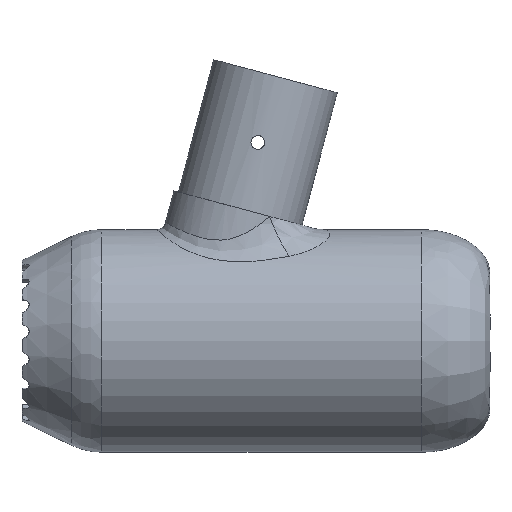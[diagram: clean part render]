
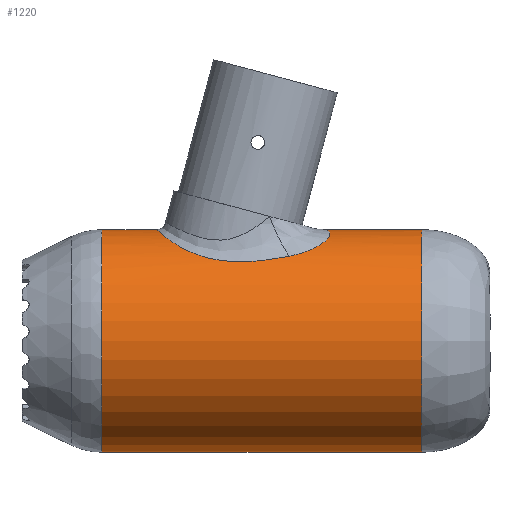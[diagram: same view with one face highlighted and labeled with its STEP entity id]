
A CAD part, top view. The second image highlights one B-rep face of the part: STEP entity #1220.
In plain terms, the highlighted cylindrical face has radius 48.75 mm (diameter 97.5 mm), a partial arc.
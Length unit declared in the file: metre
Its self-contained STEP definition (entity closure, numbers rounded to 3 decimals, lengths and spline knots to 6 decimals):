
#100=B_SPLINE_CURVE_WITH_KNOTS('',3,(#2824,#2825,#2826,#2827,#2828,#2829,
#2830,#2831,#2832,#2833,#2834,#2835,#2836,#2837,#2838,#2839,#2840,#2841,
#2842,#2843,#2844,#2845,#2846,#2847,#2848,#2849,#2850,#2851,#2852,#2853,
#2854,#2855,#2856,#2857,#2858,#2859,#2860,#2861),.UNSPECIFIED.,.F.,.F.,
(4,1,1,1,1,1,1,1,1,1,1,1,1,1,1,1,1,1,1,1,1,1,1,1,1,1,1,1,1,1,1,1,1,1,1,
4),(0.499968,0.515594,0.523407,0.527313,
0.53122,0.535126,0.539033,0.546846,
0.554659,0.562472,0.570285,0.578098,
0.585911,0.593724,0.601537,0.60935,
0.617163,0.624976,0.632789,0.640602,
0.656228,0.671854,0.68748,0.703106,
0.718732,0.749984,0.781236,0.812488,
0.84374,0.859366,0.874992,0.890618,
0.906244,0.937496,0.968748,1.),.UNSPECIFIED.);
#104=B_SPLINE_CURVE_WITH_KNOTS('',3,(#3046,#3047,#3048,#3049,#3050,#3051,
#3052,#3053,#3054,#3055,#3056,#3057,#3058,#3059,#3060,#3061,#3062,#3063,
#3064,#3065,#3066,#3067,#3068,#3069,#3070,#3071,#3072,#3073,#3074,#3075,
#3076,#3077,#3078,#3079,#3080,#3081,#3082,#3083,#3084,#3085,#3086,#3087),
 .UNSPECIFIED.,.F.,.F.,(4,1,1,1,1,1,1,1,1,1,1,1,1,1,1,1,1,1,1,1,1,1,1,1,
1,1,1,1,1,1,1,1,1,1,1,1,1,1,1,4),(0.,0.03125,0.046875,
0.054687,0.0625,0.070312,0.078125,
0.09375,0.109374,0.117187,0.124999,
0.132812,0.140624,0.156249,0.171874,
0.187499,0.218749,0.234374,0.242186,
0.249999,0.257811,0.265624,0.281249,
0.296874,0.304686,0.312498,0.320311,
0.328123,0.343748,0.359373,0.367186,
0.374998,0.382811,0.390623,0.406248,
0.421873,0.437498,0.453123,0.468748,
0.499998),.UNSPECIFIED.);
#115=LINE('',#1850,#154);
#141=LINE('',#3096,#180);
#142=LINE('',#3097,#181);
#154=VECTOR('',#1442,1.);
#180=VECTOR('',#1724,1.);
#181=VECTOR('',#1725,1.);
#484=ORIENTED_EDGE('',*,*,#721,.F.);
#485=ORIENTED_EDGE('',*,*,#710,.F.);
#486=ORIENTED_EDGE('',*,*,#722,.F.);
#487=ORIENTED_EDGE('',*,*,#712,.T.);
#488=ORIENTED_EDGE('',*,*,#717,.T.);
#489=ORIENTED_EDGE('',*,*,#570,.F.);
#490=ORIENTED_EDGE('',*,*,#686,.T.);
#570=EDGE_CURVE('',#751,#752,#115,.T.);
#686=EDGE_CURVE('',#751,#826,#919,.F.);
#710=EDGE_CURVE('',#838,#839,#929,.T.);
#712=EDGE_CURVE('',#840,#841,#100,.T.);
#717=EDGE_CURVE('',#841,#752,#104,.T.);
#721=EDGE_CURVE('',#839,#826,#141,.F.);
#722=EDGE_CURVE('',#840,#838,#142,.T.);
#751=VERTEX_POINT('',#1849);
#752=VERTEX_POINT('',#1851);
#826=VERTEX_POINT('',#2494);
#838=VERTEX_POINT('',#2709);
#839=VERTEX_POINT('',#2711);
#840=VERTEX_POINT('',#2862);
#841=VERTEX_POINT('',#2863);
#919=CIRCLE('',#1360,0.04875);
#929=CIRCLE('',#1378,0.04875);
#1007=EDGE_LOOP('',(#484,#485,#486,#487,#488,#489,#490));
#1096=FACE_BOUND('',#1007,.T.);
#1151=CYLINDRICAL_SURFACE('',#1385,0.04875);
#1220=ADVANCED_FACE('',(#1096),#1151,.T.);
#1360=AXIS2_PLACEMENT_3D('',#2495,#1666,#1667);
#1378=AXIS2_PLACEMENT_3D('',#2710,#1706,#1707);
#1385=AXIS2_PLACEMENT_3D('',#3095,#1722,#1723);
#1442=DIRECTION('',(1.,0.,0.));
#1666=DIRECTION('',(-1.,0.,0.));
#1667=DIRECTION('',(0.,0.,1.));
#1706=DIRECTION('',(1.,0.,0.));
#1707=DIRECTION('',(0.,0.,-1.));
#1722=DIRECTION('',(1.,0.,0.));
#1723=DIRECTION('',(0.,0.,-1.));
#1724=DIRECTION('',(1.,0.,0.));
#1725=DIRECTION('',(1.,0.,0.));
#1849=CARTESIAN_POINT('',(0.034855,0.04875,0.));
#1850=CARTESIAN_POINT('',(0.075,0.04875,0.));
#1851=CARTESIAN_POINT('',(0.058935,0.04875,0.));
#2494=CARTESIAN_POINT('',(0.034855,-0.04875,0.));
#2495=CARTESIAN_POINT('',(0.034855,0.,0.));
#2709=CARTESIAN_POINT('',(0.175,0.04875,0.));
#2710=CARTESIAN_POINT('',(0.175,0.,0.));
#2711=CARTESIAN_POINT('',(0.175,-0.04875,0.));
#2824=CARTESIAN_POINT('',(0.132872,0.04875,0.));
#2825=CARTESIAN_POINT('',(0.132872,0.04875,0.000374));
#2826=CARTESIAN_POINT('',(0.132896,0.048744,0.000953));
#2827=CARTESIAN_POINT('',(0.132969,0.048722,0.00168));
#2828=CARTESIAN_POINT('',(0.133021,0.048705,0.002097));
#2829=CARTESIAN_POINT('',(0.133071,0.048689,0.002445));
#2830=CARTESIAN_POINT('',(0.133108,0.048676,0.002684));
#2831=CARTESIAN_POINT('',(0.133172,0.048654,0.003061));
#2832=CARTESIAN_POINT('',(0.133264,0.048622,0.003554));
#2833=CARTESIAN_POINT('',(0.133394,0.048571,0.004191));
#2834=CARTESIAN_POINT('',(0.133557,0.048502,0.004923));
#2835=CARTESIAN_POINT('',(0.133698,0.048435,0.005541));
#2836=CARTESIAN_POINT('',(0.133847,0.048357,0.00619));
#2837=CARTESIAN_POINT('',(0.133991,0.048272,0.00682));
#2838=CARTESIAN_POINT('',(0.134145,0.048173,0.007485));
#2839=CARTESIAN_POINT('',(0.134264,0.048086,0.008026));
#2840=CARTESIAN_POINT('',(0.134406,0.047962,0.00874));
#2841=CARTESIAN_POINT('',(0.134537,0.047826,0.009453));
#2842=CARTESIAN_POINT('',(0.134635,0.047702,0.010061));
#2843=CARTESIAN_POINT('',(0.134735,0.047544,0.010785));
#2844=CARTESIAN_POINT('',(0.134833,0.047332,0.011688));
#2845=CARTESIAN_POINT('',(0.134908,0.047047,0.012799));
#2846=CARTESIAN_POINT('',(0.134914,0.046677,0.014084));
#2847=CARTESIAN_POINT('',(0.134844,0.0463,0.01528));
#2848=CARTESIAN_POINT('',(0.134673,0.045854,0.016572));
#2849=CARTESIAN_POINT('',(0.134327,0.045241,0.018195));
#2850=CARTESIAN_POINT('',(0.133657,0.044412,0.020155));
#2851=CARTESIAN_POINT('',(0.132514,0.04337,0.022304));
#2852=CARTESIAN_POINT('',(0.130986,0.04227,0.024319));
#2853=CARTESIAN_POINT('',(0.129523,0.041399,0.025756));
#2854=CARTESIAN_POINT('',(0.128199,0.040709,0.026826));
#2855=CARTESIAN_POINT('',(0.127112,0.040191,0.027596));
#2856=CARTESIAN_POINT('',(0.126035,0.039719,0.028269));
#2857=CARTESIAN_POINT('',(0.124502,0.039103,0.029121));
#2858=CARTESIAN_POINT('',(0.122408,0.03837,0.030081));
#2859=CARTESIAN_POINT('',(0.119842,0.037629,0.031));
#2860=CARTESIAN_POINT('',(0.118009,0.037204,0.031504));
#2861=CARTESIAN_POINT('',(0.117069,0.037013,0.031727));
#2862=CARTESIAN_POINT('',(0.132872,0.04875,0.));
#2863=CARTESIAN_POINT('',(0.117069,0.037013,0.031727));
#3046=CARTESIAN_POINT('',(0.117069,0.037013,0.031727));
#3047=CARTESIAN_POINT('',(0.115071,0.036607,0.032201));
#3048=CARTESIAN_POINT('',(0.112113,0.036063,0.032809));
#3049=CARTESIAN_POINT('',(0.108743,0.035558,0.03335));
#3050=CARTESIAN_POINT('',(0.106827,0.035307,0.033615));
#3051=CARTESIAN_POINT('',(0.105434,0.035142,0.033788));
#3052=CARTESIAN_POINT('',(0.103921,0.034984,0.033951));
#3053=CARTESIAN_POINT('',(0.101983,0.034811,0.034129));
#3054=CARTESIAN_POINT('',(0.099595,0.034654,0.034288));
#3055=CARTESIAN_POINT('',(0.097291,0.034581,0.034362));
#3056=CARTESIAN_POINT('',(0.095474,0.034573,0.03437));
#3057=CARTESIAN_POINT('',(0.094176,0.03459,0.034352));
#3058=CARTESIAN_POINT('',(0.092733,0.034638,0.034304));
#3059=CARTESIAN_POINT('',(0.0909,0.034741,0.0342));
#3060=CARTESIAN_POINT('',(0.088648,0.034941,0.033996));
#3061=CARTESIAN_POINT('',(0.086052,0.035294,0.033631));
#3062=CARTESIAN_POINT('',(0.082714,0.03591,0.032977));
#3063=CARTESIAN_POINT('',(0.079572,0.036732,0.032066));
#3064=CARTESIAN_POINT('',(0.076985,0.037612,0.03102));
#3065=CARTESIAN_POINT('',(0.075564,0.03815,0.030352));
#3066=CARTESIAN_POINT('',(0.074498,0.038584,0.0298));
#3067=CARTESIAN_POINT('',(0.073549,0.038993,0.029262));
#3068=CARTESIAN_POINT('',(0.072289,0.039568,0.028484));
#3069=CARTESIAN_POINT('',(0.070791,0.040309,0.027434));
#3070=CARTESIAN_POINT('',(0.069375,0.04108,0.02626));
#3071=CARTESIAN_POINT('',(0.068304,0.041701,0.025256));
#3072=CARTESIAN_POINT('',(0.067507,0.042183,0.024443));
#3073=CARTESIAN_POINT('',(0.066813,0.042618,0.023676));
#3074=CARTESIAN_POINT('',(0.065901,0.043208,0.022589));
#3075=CARTESIAN_POINT('',(0.064842,0.04393,0.021167));
#3076=CARTESIAN_POINT('',(0.063874,0.044629,0.019637));
#3077=CARTESIAN_POINT('',(0.063162,0.045164,0.018361));
#3078=CARTESIAN_POINT('',(0.062646,0.045562,0.01735));
#3079=CARTESIAN_POINT('',(0.0622,0.045914,0.016397));
#3080=CARTESIAN_POINT('',(0.06163,0.046372,0.01507));
#3081=CARTESIAN_POINT('',(0.060995,0.046899,0.013363));
#3082=CARTESIAN_POINT('',(0.06035,0.047455,0.011239));
#3083=CARTESIAN_POINT('',(0.059815,0.047932,0.008987));
#3084=CARTESIAN_POINT('',(0.059426,0.048286,0.006827));
#3085=CARTESIAN_POINT('',(0.059047,0.04864,0.003839));
#3086=CARTESIAN_POINT('',(0.058935,0.04875,0.001549));
#3087=CARTESIAN_POINT('',(0.058935,0.04875,0.));
#3095=CARTESIAN_POINT('',(0.075,0.,0.));
#3096=CARTESIAN_POINT('',(0.075,-0.04875,0.));
#3097=CARTESIAN_POINT('',(0.075,0.04875,0.));
